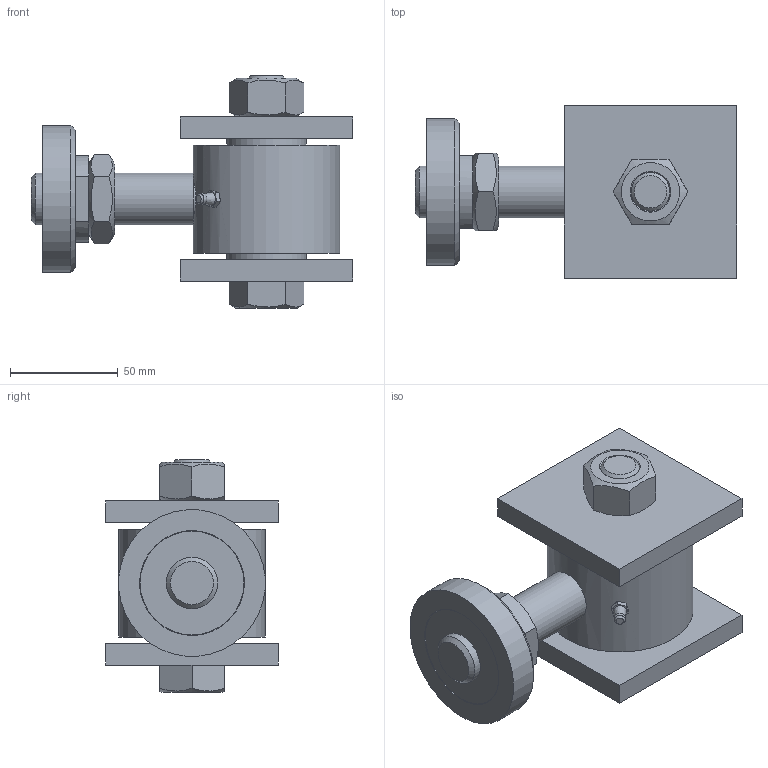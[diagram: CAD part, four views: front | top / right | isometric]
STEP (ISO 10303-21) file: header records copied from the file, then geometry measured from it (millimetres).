
FILE_DESCRIPTION(('STEP AP203'), '1');
FILE_NAME('886 Ïåòëÿ âåðõíÿÿ ô68', '', ('UNSPECIFIED'), ('UNSPECIFIED'), 'ASCON STEP Converter 1.3', 'ASCON Math Kernel', '');
FILE_SCHEMA(('CONFIG_CONTROL_DESIGN'));
Length unit declared in the file: millimetre
Products named in the file (1): 886
Bounding box: 149 x 80 x 107.5 mm (x, y, z)
Volume: 429859.7 mm3; surface area: 72902.7 mm2
Topology: 1 solids, 1 shells, 98 faces, 201 edges, 131 vertices
Faces by surface type: plane 64, cylinder 19, cone 11, torus 3, bspline 1
Full cylindrical faces by diameter (mm): 6 x1, 24 x2, 26.4 x2, 37 x2, 40 x1, 40.2 x1, 45.6 x2, 48 x1, 48.5 x1, 52 x2, 68 x2
Entity records: 4924 total; most frequent: CARTESIAN_POINT 2163, DIRECTION 388, ORIENTED_EDGE 338, EDGE_CURVE 169, AXIS2_PLACEMENT_3D 157, EDGE_LOOP 156, VERTEX_POINT 131, FACE_BOUND 107
